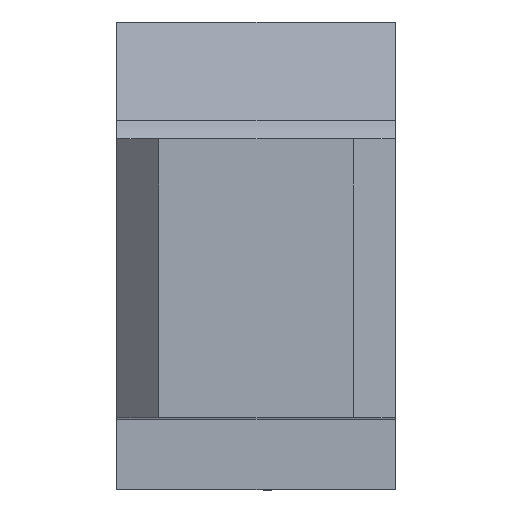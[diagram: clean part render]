
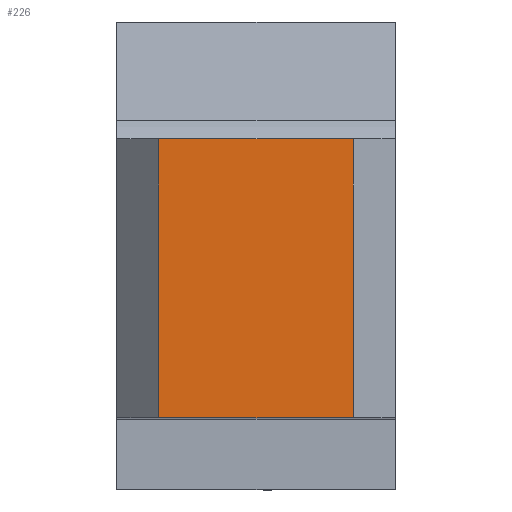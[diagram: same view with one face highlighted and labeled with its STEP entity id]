
A CAD part, top view. The second image highlights one B-rep face of the part: STEP entity #226.
In plain terms, the highlighted planar face has unit normal (0, 0, 1).
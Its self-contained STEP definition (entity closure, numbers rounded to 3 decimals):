
#226=ADVANCED_FACE('CU_BACK_SU1',(#363),#311,.F.);
#311=PLANE('',#1786);
#363=FACE_OUTER_BOUND('',#450,.T.);
#450=EDGE_LOOP('',(#666,#667,#668,#669));
#666=ORIENTED_EDGE('',*,*,#1240,.F.);
#667=ORIENTED_EDGE('',*,*,#1238,.T.);
#668=ORIENTED_EDGE('',*,*,#1241,.T.);
#669=ORIENTED_EDGE('',*,*,#1216,.F.);
#1056=VERTEX_POINT('',#2425);
#1057=VERTEX_POINT('',#2427);
#1070=VERTEX_POINT('',#2508);
#1071=VERTEX_POINT('',#2510);
#1216=EDGE_CURVE('',#1056,#1057,#1435,.T.);
#1238=EDGE_CURVE('',#1071,#1070,#1447,.T.);
#1240=EDGE_CURVE('',#1071,#1056,#1449,.T.);
#1241=EDGE_CURVE('',#1070,#1057,#1450,.T.);
#1435=LINE('',#2426,#1586);
#1447=LINE('',#2509,#1598);
#1449=LINE('',#2513,#1600);
#1450=LINE('',#2514,#1601);
#1586=VECTOR('',#1982,1.);
#1598=VECTOR('',#2016,1.);
#1600=VECTOR('',#2020,1.);
#1601=VECTOR('',#2021,1.);
#1786=AXIS2_PLACEMENT_3D('',#2515,#2022,#2023);
#1982=DIRECTION('',(1.,0.,0.));
#2016=DIRECTION('',(1.,0.,0.));
#2020=DIRECTION('',(0.,1.,0.));
#2021=DIRECTION('',(0.,1.,0.));
#2022=DIRECTION('',(0.,0.,-1.));
#2023=DIRECTION('',(-1.,0.,0.));
#2425=CARTESIAN_POINT('',(-16.925,19.925,0.));
#2426=CARTESIAN_POINT('',(-110.,19.925,0.));
#2427=CARTESIAN_POINT('',(-3.,19.925,0.));
#2508=CARTESIAN_POINT('',(-3.,0.,0.));
#2509=CARTESIAN_POINT('',(-110.,0.,0.));
#2510=CARTESIAN_POINT('',(-16.925,0.,0.));
#2513=CARTESIAN_POINT('',(-16.925,0.,0.));
#2514=CARTESIAN_POINT('',(-3.,0.,0.));
#2515=CARTESIAN_POINT('',(22.996,39.925,0.));
